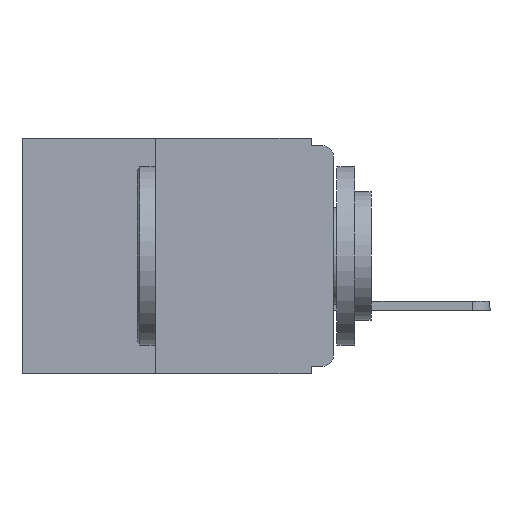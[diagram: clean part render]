
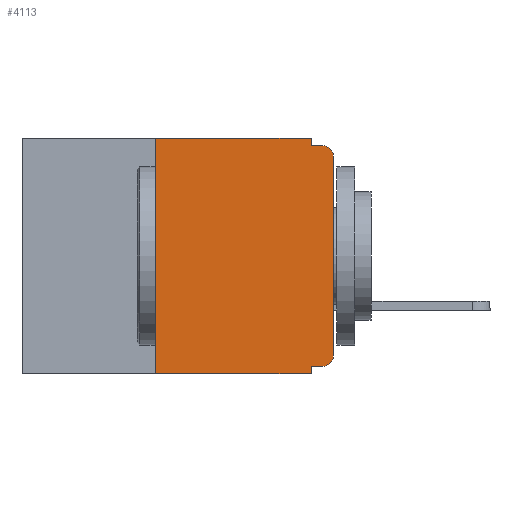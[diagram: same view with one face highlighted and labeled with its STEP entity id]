
A CAD part, left-side view. The second image highlights one B-rep face of the part: STEP entity #4113.
In plain terms, the highlighted planar face has unit normal (-1, 0, 0).
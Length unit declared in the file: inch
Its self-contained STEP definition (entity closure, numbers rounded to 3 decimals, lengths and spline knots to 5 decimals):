
#30 = VECTOR ( 'NONE', #590, 39.37008 ) ;
#247 = LINE ( 'NONE', #998, #30 ) ;
#590 = DIRECTION ( 'NONE',  ( 0., 0., -1. ) ) ;
#632 = DIRECTION ( 'NONE',  ( 0., 0., -1. ) ) ;
#657 = DIRECTION ( 'NONE',  ( 1., 0., 0. ) ) ;
#730 = PLANE ( 'NONE',  #3061 ) ;
#998 = CARTESIAN_POINT ( 'NONE',  ( 0., 0.031, 0. ) ) ;
#1004 = VERTEX_POINT ( 'NONE', #1646 ) ;
#1041 = VERTEX_POINT ( 'NONE', #16151 ) ;
#1315 = DIRECTION ( 'NONE',  ( 0., 0., -1. ) ) ;
#1439 = CARTESIAN_POINT ( 'NONE',  ( 0., 0.437, 0. ) ) ;
#1513 = DIRECTION ( 'NONE',  ( 0., 0., 1. ) ) ;
#1646 = CARTESIAN_POINT ( 'NONE',  ( 0., 0.25, -0.33 ) ) ;
#1676 = DIRECTION ( 'NONE',  ( -1., 0., 0. ) ) ;
#1700 = CARTESIAN_POINT ( 'NONE',  ( 0., 0.015, -0.025 ) ) ;
#1746 = CARTESIAN_POINT ( 'NONE',  ( 0., 0., 0. ) ) ;
#1759 = ORIENTED_EDGE ( 'NONE', *, *, #13732, .T. ) ;
#1806 = AXIS2_PLACEMENT_3D ( 'NONE', #1700, #1676, #1315 ) ;
#1819 = ORIENTED_EDGE ( 'NONE', *, *, #12938, .T. ) ;
#1906 = ORIENTED_EDGE ( 'NONE', *, *, #6129, .F. ) ;
#1996 = ORIENTED_EDGE ( 'NONE', *, *, #5480, .F. ) ;
#2058 = ORIENTED_EDGE ( 'NONE', *, *, #5671, .F. ) ;
#2088 = ORIENTED_EDGE ( 'NONE', *, *, #8333, .F. ) ;
#2163 = CIRCLE ( 'NONE', #11947, 0.015 ) ;
#2261 = VERTEX_POINT ( 'NONE', #9718 ) ;
#2465 = LINE ( 'NONE', #1746, #2952 ) ;
#2598 = CIRCLE ( 'NONE', #1806, 0.015 ) ;
#2952 = VECTOR ( 'NONE', #1513, 39.37008 ) ;
#3061 = AXIS2_PLACEMENT_3D ( 'NONE', #1439, #657, #632 ) ;
#3129 = ORIENTED_EDGE ( 'NONE', *, *, #8386, .T. ) ;
#3393 = ORIENTED_EDGE ( 'NONE', *, *, #9256, .F. ) ;
#3647 = EDGE_LOOP ( 'NONE', ( #1759, #1819, #1906, #1996, #2058, #2088, #3129, #3393, #4217, #4384 ) ) ;
#3726 = VECTOR ( 'NONE', #9555, 39.37008 ) ;
#3821 = LINE ( 'NONE', #9376, #3726 ) ;
#4113 = ADVANCED_FACE ( 'NONE', ( #6709 ), #730, .F. ) ;
#4217 = ORIENTED_EDGE ( 'NONE', *, *, #4937, .F. ) ;
#4281 = CARTESIAN_POINT ( 'NONE',  ( 0., 0., -0.305 ) ) ;
#4384 = ORIENTED_EDGE ( 'NONE', *, *, #11562, .T. ) ;
#4468 = CARTESIAN_POINT ( 'NONE',  ( 0., 0.031, -0.01 ) ) ;
#4937 = EDGE_CURVE ( 'NONE', #6996, #14865, #3821, .T. ) ;
#5480 = EDGE_CURVE ( 'NONE', #17536, #7779, #247, .T. ) ;
#5671 = EDGE_CURVE ( 'NONE', #1041, #17536, #17466, .T. ) ;
#6129 = EDGE_CURVE ( 'NONE', #7779, #2261, #15687, .T. ) ;
#6457 = CARTESIAN_POINT ( 'NONE',  ( 0., 0.031, 0. ) ) ;
#6688 = DIRECTION ( 'NONE',  ( 0., 0., -1. ) ) ;
#6692 = DIRECTION ( 'NONE',  ( -1., 0., 0. ) ) ;
#6709 = FACE_OUTER_BOUND ( 'NONE', #3647, .T. ) ;
#6713 = CARTESIAN_POINT ( 'NONE',  ( 0., 0.015, -0.305 ) ) ;
#6996 = VERTEX_POINT ( 'NONE', #7040 ) ;
#7040 = CARTESIAN_POINT ( 'NONE',  ( 0., 0.015, -0.32 ) ) ;
#7779 = VERTEX_POINT ( 'NONE', #4468 ) ;
#8333 = EDGE_CURVE ( 'NONE', #1004, #1041, #11114, .T. ) ;
#8386 = EDGE_CURVE ( 'NONE', #1004, #13468, #10882, .T. ) ;
#8755 = VECTOR ( 'NONE', #16810, 39.37008 ) ;
#8781 = LINE ( 'NONE', #16842, #8755 ) ;
#9256 = EDGE_CURVE ( 'NONE', #14865, #13468, #8781, .T. ) ;
#9376 = CARTESIAN_POINT ( 'NONE',  ( 0., 0., -0.32 ) ) ;
#9555 = DIRECTION ( 'NONE',  ( 0., 1., 0. ) ) ;
#9718 = CARTESIAN_POINT ( 'NONE',  ( 0., 0.015, -0.01 ) ) ;
#10866 = VECTOR ( 'NONE', #13169, 39.37008 ) ;
#10882 = LINE ( 'NONE', #13198, #10866 ) ;
#10994 = VECTOR ( 'NONE', #16051, 39.37008 ) ;
#11114 = LINE ( 'NONE', #16457, #10994 ) ;
#11562 = EDGE_CURVE ( 'NONE', #6996, #17912, #2163, .T. ) ;
#11947 = AXIS2_PLACEMENT_3D ( 'NONE', #6713, #6692, #6688 ) ;
#12938 = EDGE_CURVE ( 'NONE', #17415, #2261, #2598, .T. ) ;
#13169 = DIRECTION ( 'NONE',  ( 0., -1., 0. ) ) ;
#13198 = CARTESIAN_POINT ( 'NONE',  ( 0., 0.437, -0.33 ) ) ;
#13468 = VERTEX_POINT ( 'NONE', #14413 ) ;
#13732 = EDGE_CURVE ( 'NONE', #17912, #17415, #2465, .T. ) ;
#14210 = DIRECTION ( 'NONE',  ( 0., -1., 0. ) ) ;
#14413 = CARTESIAN_POINT ( 'NONE',  ( 0., 0.031, -0.33 ) ) ;
#14723 = CARTESIAN_POINT ( 'NONE',  ( 0., 0.031, -0.32 ) ) ;
#14865 = VERTEX_POINT ( 'NONE', #14723 ) ;
#15004 = CARTESIAN_POINT ( 'NONE',  ( 0., 0.437, 0. ) ) ;
#15687 = LINE ( 'NONE', #17413, #15704 ) ;
#15704 = VECTOR ( 'NONE', #17826, 39.37008 ) ;
#16051 = DIRECTION ( 'NONE',  ( 0., 0., 1. ) ) ;
#16151 = CARTESIAN_POINT ( 'NONE',  ( 0., 0.25, 0. ) ) ;
#16457 = CARTESIAN_POINT ( 'NONE',  ( 0., 0.25, -0.33 ) ) ;
#16810 = DIRECTION ( 'NONE',  ( 0., 0., -1. ) ) ;
#16842 = CARTESIAN_POINT ( 'NONE',  ( 0., 0.031, -0.33 ) ) ;
#17413 = CARTESIAN_POINT ( 'NONE',  ( 0., 0., -0.01 ) ) ;
#17414 = VECTOR ( 'NONE', #14210, 39.37008 ) ;
#17415 = VERTEX_POINT ( 'NONE', #17836 ) ;
#17466 = LINE ( 'NONE', #15004, #17414 ) ;
#17536 = VERTEX_POINT ( 'NONE', #6457 ) ;
#17826 = DIRECTION ( 'NONE',  ( 0., -1., 0. ) ) ;
#17836 = CARTESIAN_POINT ( 'NONE',  ( 0., 0., -0.025 ) ) ;
#17912 = VERTEX_POINT ( 'NONE', #4281 ) ;
